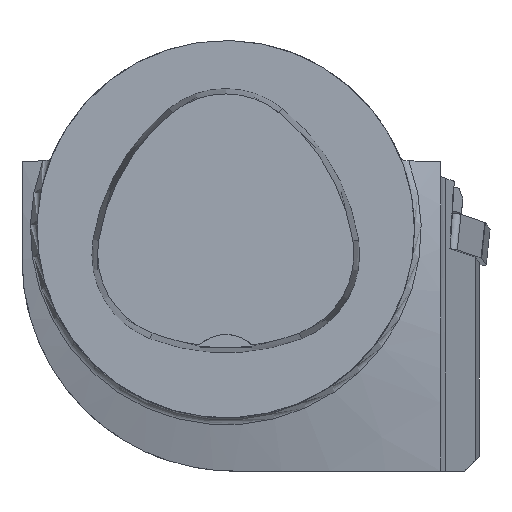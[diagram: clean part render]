
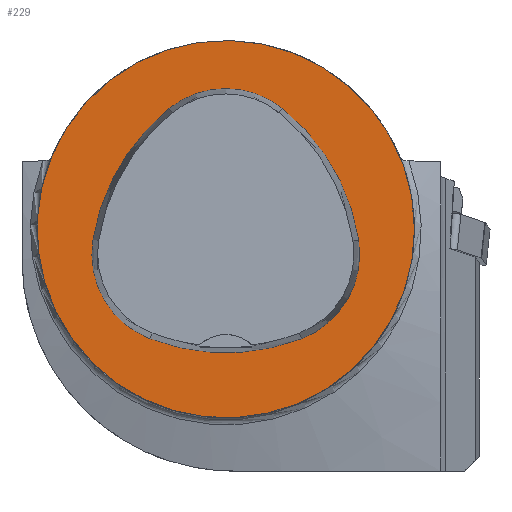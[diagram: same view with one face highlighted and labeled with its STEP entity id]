
A CAD part, top view. The second image highlights one B-rep face of the part: STEP entity #229.
In plain terms, the highlighted planar face has unit normal (0, 0, 1).
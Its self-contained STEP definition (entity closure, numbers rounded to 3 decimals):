
#103=FACE_BOUND('',#431,.T.);
#104=FACE_BOUND('',#432,.T.);
#135=PLANE('',#1846);
#229=ADVANCED_FACE('',(#103,#104),#135,.T.);
#431=EDGE_LOOP('',(#971,#972,#973,#974,#975,#976));
#432=EDGE_LOOP('',(#977));
#971=ORIENTED_EDGE('',*,*,#1549,.T.);
#972=ORIENTED_EDGE('',*,*,#1544,.T.);
#973=ORIENTED_EDGE('',*,*,#1539,.T.);
#974=ORIENTED_EDGE('',*,*,#1536,.T.);
#975=ORIENTED_EDGE('',*,*,#1533,.T.);
#976=ORIENTED_EDGE('',*,*,#1529,.T.);
#977=ORIENTED_EDGE('',*,*,#1520,.F.);
#1344=VERTEX_POINT('',#2670);
#1353=VERTEX_POINT('',#2689);
#1354=VERTEX_POINT('',#2690);
#1357=VERTEX_POINT('',#2698);
#1359=VERTEX_POINT('',#2704);
#1361=VERTEX_POINT('',#2710);
#1365=VERTEX_POINT('',#2723);
#1520=EDGE_CURVE('',#1344,#1344,#1672,.T.);
#1529=EDGE_CURVE('',#1353,#1354,#1673,.T.);
#1533=EDGE_CURVE('',#1357,#1353,#1675,.T.);
#1536=EDGE_CURVE('',#1359,#1357,#1677,.T.);
#1539=EDGE_CURVE('',#1361,#1359,#1679,.T.);
#1544=EDGE_CURVE('',#1365,#1361,#1682,.T.);
#1549=EDGE_CURVE('',#1354,#1365,#1685,.T.);
#1672=CIRCLE('',#1818,25.);
#1673=CIRCLE('',#1824,28.);
#1675=CIRCLE('',#1827,12.);
#1677=CIRCLE('',#1830,28.);
#1679=CIRCLE('',#1833,12.);
#1682=CIRCLE('',#1837,28.);
#1685=CIRCLE('',#1841,12.);
#1818=AXIS2_PLACEMENT_3D('',#2669,#2091,#2092);
#1824=AXIS2_PLACEMENT_3D('',#2688,#2107,#2108);
#1827=AXIS2_PLACEMENT_3D('',#2697,#2115,#2116);
#1830=AXIS2_PLACEMENT_3D('',#2703,#2122,#2123);
#1833=AXIS2_PLACEMENT_3D('',#2709,#2129,#2130);
#1837=AXIS2_PLACEMENT_3D('',#2722,#2138,#2139);
#1841=AXIS2_PLACEMENT_3D('',#2735,#2147,#2148);
#1846=AXIS2_PLACEMENT_3D('',#2740,#2157,#2158);
#2091=DIRECTION('',(0.,0.,-1.));
#2092=DIRECTION('',(1.,0.,0.));
#2107=DIRECTION('',(0.,0.,-1.));
#2108=DIRECTION('',(1.,0.,0.));
#2115=DIRECTION('',(0.,0.,-1.));
#2116=DIRECTION('',(1.,0.,0.));
#2122=DIRECTION('',(0.,0.,-1.));
#2123=DIRECTION('',(1.,0.,0.));
#2129=DIRECTION('',(0.,0.,-1.));
#2130=DIRECTION('',(1.,0.,0.));
#2138=DIRECTION('',(0.,0.,-1.));
#2139=DIRECTION('',(1.,0.,0.));
#2147=DIRECTION('',(0.,0.,-1.));
#2148=DIRECTION('',(1.,0.,0.));
#2157=DIRECTION('',(0.,0.,1.));
#2158=DIRECTION('',(1.,0.,0.));
#2669=CARTESIAN_POINT('',(0.,0.,0.));
#2670=CARTESIAN_POINT('',(25.,0.,0.));
#2688=CARTESIAN_POINT('',(-10.068,-5.824,0.));
#2689=CARTESIAN_POINT('',(7.531,15.953,0.));
#2690=CARTESIAN_POINT('',(17.584,-1.424,0.));
#2697=CARTESIAN_POINT('',(-0.011,6.62,0.));
#2698=CARTESIAN_POINT('',(-7.567,15.942,0.));
#2703=CARTESIAN_POINT('',(10.063,-5.81,0.));
#2704=CARTESIAN_POINT('',(-17.59,-1.418,0.));
#2709=CARTESIAN_POINT('',(-5.739,-3.3,0.));
#2710=CARTESIAN_POINT('',(-10.05,-14.499,0.));
#2722=CARTESIAN_POINT('',(0.01,11.631,0.));
#2723=CARTESIAN_POINT('',(10.025,-14.516,0.));
#2735=CARTESIAN_POINT('',(5.733,-3.31,0.));
#2740=CARTESIAN_POINT('',(0.,0.,0.));
